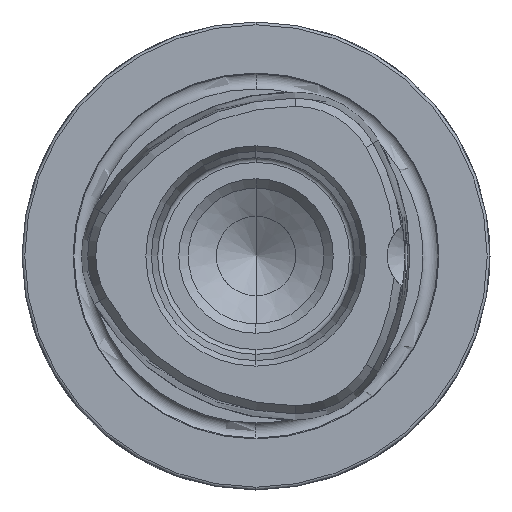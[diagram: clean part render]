
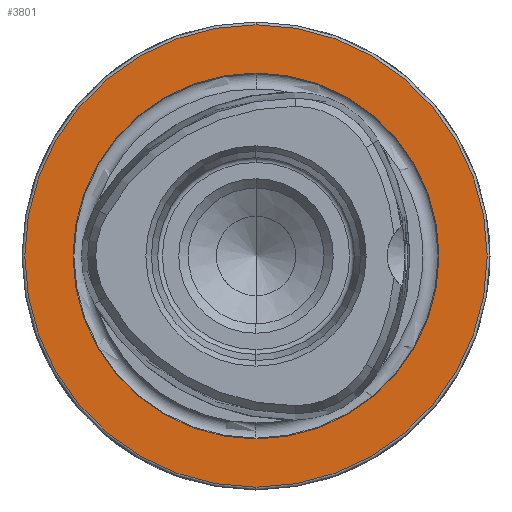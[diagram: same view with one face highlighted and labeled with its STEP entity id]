
A CAD part, left-side view. The second image highlights one B-rep face of the part: STEP entity #3801.
In plain terms, the highlighted planar face has unit normal (-1, 0, 0).
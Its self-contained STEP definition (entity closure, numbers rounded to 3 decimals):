
#21 = EDGE_CURVE ( 'NONE', #5319, #2059, #6387, .T. ) ;
#271 = CARTESIAN_POINT ( 'NONE',  ( 0., 0., -24.7 ) ) ;
#430 = CARTESIAN_POINT ( 'NONE',  ( 0., 0., 19.55 ) ) ;
#495 = DIRECTION ( 'NONE',  ( 0., 0., 1. ) ) ;
#867 = AXIS2_PLACEMENT_3D ( 'NONE', #10438, #5031, #11329 ) ;
#2059 = VERTEX_POINT ( 'NONE', #5963 ) ;
#2499 = FACE_OUTER_BOUND ( 'NONE', #6295, .T. ) ;
#2697 = DIRECTION ( 'NONE',  ( -1., 0., 0. ) ) ;
#2865 = CIRCLE ( 'NONE', #867, 24.7 ) ;
#3285 = VERTEX_POINT ( 'NONE', #6494 ) ;
#3801 = ADVANCED_FACE ( 'NONE', ( #4885, #2499 ), #6019, .F. ) ;
#3869 = AXIS2_PLACEMENT_3D ( 'NONE', #11281, #5892, #495 ) ;
#3922 = VERTEX_POINT ( 'NONE', #271 ) ;
#4640 = ORIENTED_EDGE ( 'NONE', *, *, #21, .F. ) ;
#4754 = DIRECTION ( 'NONE',  ( -1., 0., 0. ) ) ;
#4885 = FACE_BOUND ( 'NONE', #5439, .T. ) ;
#4985 = DIRECTION ( 'NONE',  ( 0., 0., -1. ) ) ;
#5026 = DIRECTION ( 'NONE',  ( 1., 0., 0. ) ) ;
#5031 = DIRECTION ( 'NONE',  ( -1., 0., 0. ) ) ;
#5319 = VERTEX_POINT ( 'NONE', #430 ) ;
#5439 = EDGE_LOOP ( 'NONE', ( #4640, #10625 ) ) ;
#5516 = CARTESIAN_POINT ( 'NONE',  ( 0., 19.55, 0. ) ) ;
#5892 = DIRECTION ( 'NONE',  ( -1., 0., 0. ) ) ;
#5963 = CARTESIAN_POINT ( 'NONE',  ( 0., 0., -19.55 ) ) ;
#6019 = PLANE ( 'NONE',  #10564 ) ;
#6180 = CIRCLE ( 'NONE', #6585, 24.7 ) ;
#6236 = EDGE_CURVE ( 'NONE', #2059, #5319, #11570, .T. ) ;
#6295 = EDGE_LOOP ( 'NONE', ( #8292, #6905 ) ) ;
#6387 = CIRCLE ( 'NONE', #9910, 19.55 ) ;
#6494 = CARTESIAN_POINT ( 'NONE',  ( 0., 0., 24.7 ) ) ;
#6585 = AXIS2_PLACEMENT_3D ( 'NONE', #10155, #4754, #11062 ) ;
#6905 = ORIENTED_EDGE ( 'NONE', *, *, #10338, .T. ) ;
#8065 = CARTESIAN_POINT ( 'NONE',  ( 0., 0., 0. ) ) ;
#8292 = ORIENTED_EDGE ( 'NONE', *, *, #11259, .T. ) ;
#8980 = DIRECTION ( 'NONE',  ( 0., 0., 1. ) ) ;
#9910 = AXIS2_PLACEMENT_3D ( 'NONE', #8065, #2697, #8980 ) ;
#10155 = CARTESIAN_POINT ( 'NONE',  ( 0., 0., 0. ) ) ;
#10338 = EDGE_CURVE ( 'NONE', #3922, #3285, #2865, .T. ) ;
#10438 = CARTESIAN_POINT ( 'NONE',  ( 0., 0., 0. ) ) ;
#10564 = AXIS2_PLACEMENT_3D ( 'NONE', #5516, #5026, #4985 ) ;
#10625 = ORIENTED_EDGE ( 'NONE', *, *, #6236, .F. ) ;
#11062 = DIRECTION ( 'NONE',  ( 0., 0., 1. ) ) ;
#11259 = EDGE_CURVE ( 'NONE', #3285, #3922, #6180, .T. ) ;
#11281 = CARTESIAN_POINT ( 'NONE',  ( 0., 0., 0. ) ) ;
#11329 = DIRECTION ( 'NONE',  ( 0., 0., 1. ) ) ;
#11570 = CIRCLE ( 'NONE', #3869, 19.55 ) ;
